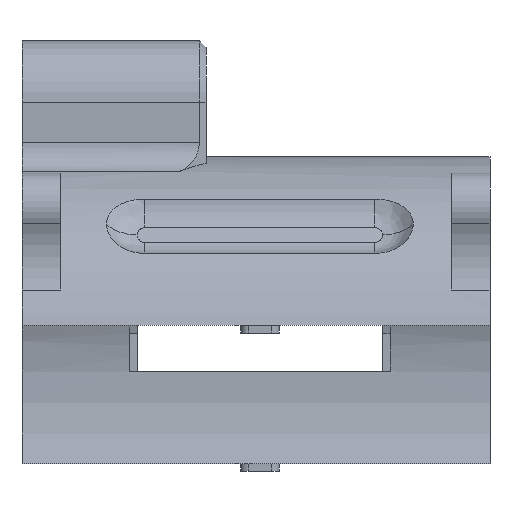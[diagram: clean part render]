
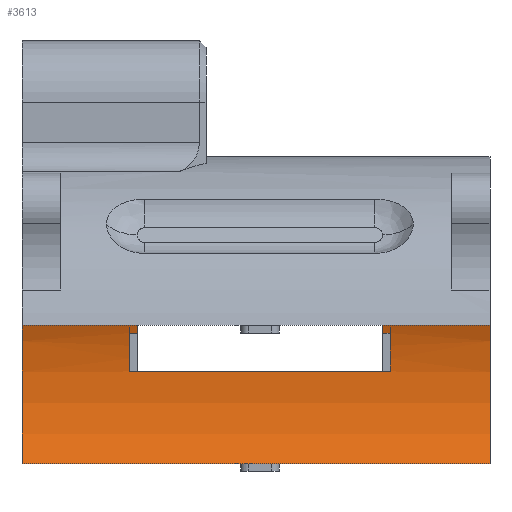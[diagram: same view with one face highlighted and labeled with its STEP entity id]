
A CAD part, left-side view. The second image highlights one B-rep face of the part: STEP entity #3613.
In plain terms, the highlighted cylindrical face has radius 25 mm (diameter 50 mm), a partial arc.
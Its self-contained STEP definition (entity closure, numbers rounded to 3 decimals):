
#778=CARTESIAN_POINT('',(22.913,61.,-10.));
#779=VERTEX_POINT('',#778);
#786=CARTESIAN_POINT('',(23.,61.,9.798));
#787=VERTEX_POINT('',#786);
#788=CARTESIAN_POINT('',(-0.,61.,-0.));
#789=DIRECTION('',(0.,1.,0.));
#790=DIRECTION('',(0.,-0.,1.));
#791=AXIS2_PLACEMENT_3D('',#788,#789,#790);
#792=CIRCLE('',#791,25.);
#793=EDGE_CURVE('',#787,#779,#792,.T.);
#1429=CARTESIAN_POINT('',(23.,0.,9.798));
#1430=VERTEX_POINT('',#1429);
#1437=CARTESIAN_POINT('',(22.913,0.,-10.));
#1438=VERTEX_POINT('',#1437);
#1439=CARTESIAN_POINT('',(-0.,0.,-0.));
#1440=DIRECTION('',(0.,1.,0.));
#1441=DIRECTION('',(0.,-0.,1.));
#1442=AXIS2_PLACEMENT_3D('',#1439,#1440,#1441);
#1443=CIRCLE('',#1442,25.);
#1444=EDGE_CURVE('',#1430,#1438,#1443,.T.);
#2650=CARTESIAN_POINT('',(22.913,0.,-10.));
#2651=DIRECTION('',(0.,1.,0.));
#2652=VECTOR('',#2651,61.);
#2653=LINE('',#2650,#2652);
#2654=EDGE_CURVE('',#1438,#779,#2653,.T.);
#3042=CARTESIAN_POINT('',(24.,46.,7.));
#3043=VERTEX_POINT('',#3042);
#3067=CARTESIAN_POINT('',(23.,46.,9.798));
#3068=VERTEX_POINT('',#3067);
#3075=CARTESIAN_POINT('',(-0.,46.,-0.));
#3076=DIRECTION('',(-0.,1.,-0.));
#3077=DIRECTION('',(0.,0.,-1.));
#3078=AXIS2_PLACEMENT_3D('',#3075,#3076,#3077);
#3079=CIRCLE('',#3078,25.);
#3080=EDGE_CURVE('',#3068,#3043,#3079,.T.);
#3109=CARTESIAN_POINT('',(24.,14.,7.));
#3110=VERTEX_POINT('',#3109);
#3117=CARTESIAN_POINT('',(23.,14.,9.798));
#3118=VERTEX_POINT('',#3117);
#3119=CARTESIAN_POINT('',(-0.,14.,-0.));
#3120=DIRECTION('',(-0.,-1.,-0.));
#3121=DIRECTION('',(0.,-0.,1.));
#3122=AXIS2_PLACEMENT_3D('',#3119,#3120,#3121);
#3123=CIRCLE('',#3122,25.);
#3124=EDGE_CURVE('',#3110,#3118,#3123,.T.);
#3380=CARTESIAN_POINT('',(24.,13.,7.));
#3381=VERTEX_POINT('',#3380);
#3406=CARTESIAN_POINT('',(24.92,13.,2.));
#3407=VERTEX_POINT('',#3406);
#3414=CARTESIAN_POINT('',(-0.,13.,-0.));
#3415=DIRECTION('',(-0.,-1.,-0.));
#3416=DIRECTION('',(0.,-0.,1.));
#3417=AXIS2_PLACEMENT_3D('',#3414,#3415,#3416);
#3418=CIRCLE('',#3417,25.);
#3419=EDGE_CURVE('',#3407,#3381,#3418,.T.);
#3438=CARTESIAN_POINT('',(24.,13.,7.));
#3439=DIRECTION('',(0.,1.,0.));
#3440=VECTOR('',#3439,1.);
#3441=LINE('',#3438,#3440);
#3442=EDGE_CURVE('',#3381,#3110,#3441,.T.);
#3462=CARTESIAN_POINT('',(24.,47.05,7.));
#3463=VERTEX_POINT('',#3462);
#3470=CARTESIAN_POINT('',(24.92,47.05,2.));
#3471=VERTEX_POINT('',#3470);
#3472=CARTESIAN_POINT('',(-0.,47.05,-0.));
#3473=DIRECTION('',(-0.,-1.,-0.));
#3474=DIRECTION('',(0.,-0.,1.));
#3475=AXIS2_PLACEMENT_3D('',#3472,#3473,#3474);
#3476=CIRCLE('',#3475,25.);
#3477=EDGE_CURVE('',#3471,#3463,#3476,.T.);
#3510=CARTESIAN_POINT('',(24.,47.05,7.));
#3511=DIRECTION('',(-0.,-1.,-0.));
#3512=VECTOR('',#3511,1.05);
#3513=LINE('',#3510,#3512);
#3514=EDGE_CURVE('',#3463,#3043,#3513,.T.);
#3579=CARTESIAN_POINT('',(-0.,0.,-0.));
#3580=DIRECTION('',(0.,1.,0.));
#3581=DIRECTION('',(0.,-0.,1.));
#3582=AXIS2_PLACEMENT_3D('',#3579,#3580,#3581);
#3583=CYLINDRICAL_SURFACE('',#3582,25.);
#3584=ORIENTED_EDGE('',*,*,#3477,.T.);
#3585=ORIENTED_EDGE('',*,*,#3514,.T.);
#3586=ORIENTED_EDGE('',*,*,#3080,.F.);
#3587=CARTESIAN_POINT('',(23.,46.,9.798));
#3588=DIRECTION('',(0.,1.,0.));
#3589=VECTOR('',#3588,15.);
#3590=LINE('',#3587,#3589);
#3591=EDGE_CURVE('',#3068,#787,#3590,.T.);
#3592=ORIENTED_EDGE('',*,*,#3591,.T.);
#3593=ORIENTED_EDGE('',*,*,#793,.T.);
#3594=ORIENTED_EDGE('',*,*,#2654,.F.);
#3595=ORIENTED_EDGE('',*,*,#1444,.F.);
#3596=CARTESIAN_POINT('',(23.,0.,9.798));
#3597=DIRECTION('',(0.,1.,0.));
#3598=VECTOR('',#3597,14.);
#3599=LINE('',#3596,#3598);
#3600=EDGE_CURVE('',#1430,#3118,#3599,.T.);
#3601=ORIENTED_EDGE('',*,*,#3600,.T.);
#3602=ORIENTED_EDGE('',*,*,#3124,.F.);
#3603=ORIENTED_EDGE('',*,*,#3442,.F.);
#3604=ORIENTED_EDGE('',*,*,#3419,.F.);
#3605=CARTESIAN_POINT('',(24.92,47.05,2.));
#3606=DIRECTION('',(-0.,-1.,-0.));
#3607=VECTOR('',#3606,34.05);
#3608=LINE('',#3605,#3607);
#3609=EDGE_CURVE('',#3471,#3407,#3608,.T.);
#3610=ORIENTED_EDGE('',*,*,#3609,.F.);
#3611=EDGE_LOOP('',(#3584,#3585,#3586,#3592,#3593,#3594,#3595,#3601,#3602,#3603,#3604,#3610));
#3612=FACE_BOUND('',#3611,.T.);
#3613=ADVANCED_FACE('',(#3612),#3583,.F.);
